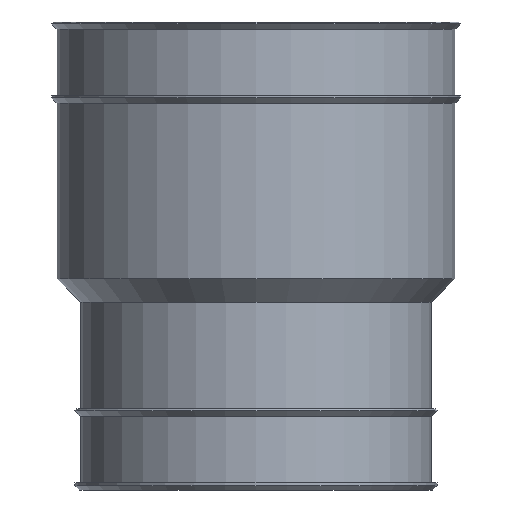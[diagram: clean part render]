
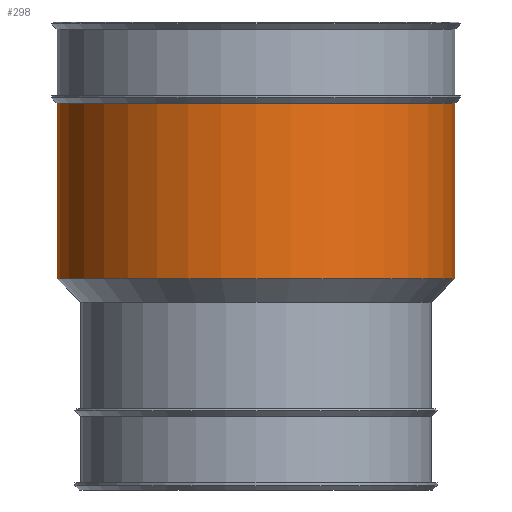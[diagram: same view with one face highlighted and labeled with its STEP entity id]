
A CAD part, front view. The second image highlights one B-rep face of the part: STEP entity #298.
In plain terms, the highlighted cylindrical face has radius 53.8 mm (diameter 107.6 mm), a full revolution.
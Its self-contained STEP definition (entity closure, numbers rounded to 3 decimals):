
#265 = EDGE_CURVE('',#266,#266,#268,.T.);
#266 = VERTEX_POINT('',#267);
#267 = CARTESIAN_POINT('',(53.8,0.,104.6));
#268 = CIRCLE('',#269,53.8);
#269 = AXIS2_PLACEMENT_3D('',#270,#271,#272);
#270 = CARTESIAN_POINT('',(0.,0.,104.6));
#271 = DIRECTION('',(0.,0.,-1.));
#272 = DIRECTION('',(1.,0.,0.));
#298 = ADVANCED_FACE('',(#299),#317,.T.);
#299 = FACE_BOUND('',#300,.F.);
#300 = EDGE_LOOP('',(#301,#302,#309,#316));
#301 = ORIENTED_EDGE('',*,*,#265,.F.);
#302 = ORIENTED_EDGE('',*,*,#303,.T.);
#303 = EDGE_CURVE('',#266,#304,#306,.T.);
#304 = VERTEX_POINT('',#305);
#305 = CARTESIAN_POINT('',(53.8,0.,57.11));
#306 = B_SPLINE_CURVE_WITH_KNOTS('',1,(#307,#308),.UNSPECIFIED.,.F.,.F.,
  (2,2),(-75.8,0.),.PIECEWISE_BEZIER_KNOTS.);
#307 = CARTESIAN_POINT('',(53.8,0.,126.6));
#308 = CARTESIAN_POINT('',(53.8,0.,50.8));
#309 = ORIENTED_EDGE('',*,*,#310,.F.);
#310 = EDGE_CURVE('',#304,#304,#311,.T.);
#311 = CIRCLE('',#312,53.8);
#312 = AXIS2_PLACEMENT_3D('',#313,#314,#315);
#313 = CARTESIAN_POINT('',(0.,0.,57.11));
#314 = DIRECTION('',(0.,0.,1.));
#315 = DIRECTION('',(1.,0.,0.));
#316 = ORIENTED_EDGE('',*,*,#303,.F.);
#317 = CYLINDRICAL_SURFACE('',#318,53.8);
#318 = AXIS2_PLACEMENT_3D('',#319,#320,#321);
#319 = CARTESIAN_POINT('',(0.,0.,50.8));
#320 = DIRECTION('',(-0.,-0.,-1.));
#321 = DIRECTION('',(1.,0.,0.));
